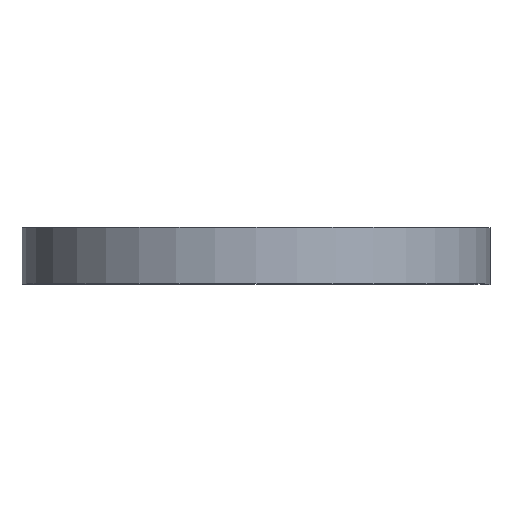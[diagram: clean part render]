
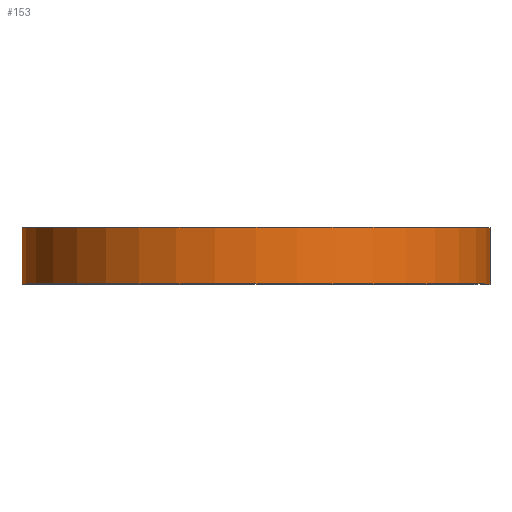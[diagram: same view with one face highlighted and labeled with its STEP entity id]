
A CAD part, top view. The second image highlights one B-rep face of the part: STEP entity #153.
In plain terms, the highlighted cylindrical face has radius 52.807 mm (diameter 105.613 mm), a partial arc.
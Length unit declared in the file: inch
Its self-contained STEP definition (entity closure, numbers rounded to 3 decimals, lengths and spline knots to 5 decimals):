
#30 = DIRECTION ( 'NONE',  ( 0., 0., -1. ) ) ;
#62 = EDGE_CURVE ( 'NONE', #623, #385, #665, .T. ) ;
#75 = LINE ( 'NONE', #645, #570 ) ;
#97 = EDGE_CURVE ( 'NONE', #528, #143, #675, .T. ) ;
#108 = AXIS2_PLACEMENT_3D ( 'NONE', #176, #183, #715 ) ;
#133 = ORIENTED_EDGE ( 'NONE', *, *, #451, .F. ) ;
#143 = VERTEX_POINT ( 'NONE', #174 ) ;
#153 = ADVANCED_FACE ( 'NONE', ( #711 ), #372, .T. ) ;
#156 = CARTESIAN_POINT ( 'NONE',  ( 0., 0.25, 0. ) ) ;
#174 = CARTESIAN_POINT ( 'NONE',  ( 2.079, 0.25, 0. ) ) ;
#176 = CARTESIAN_POINT ( 'NONE',  ( 0., -0.25, 0. ) ) ;
#183 = DIRECTION ( 'NONE',  ( 0., 1., 0. ) ) ;
#191 = CARTESIAN_POINT ( 'NONE',  ( 2.079, -0.25, 0. ) ) ;
#198 = DIRECTION ( 'NONE',  ( 0., -1., 0. ) ) ;
#236 = EDGE_LOOP ( 'NONE', ( #652, #133, #455, #613 ) ) ;
#298 = AXIS2_PLACEMENT_3D ( 'NONE', #659, #567, #647 ) ;
#372 = CYLINDRICAL_SURFACE ( 'NONE', #633, 2.079 ) ;
#385 = VERTEX_POINT ( 'NONE', #191 ) ;
#391 = CARTESIAN_POINT ( 'NONE',  ( 0., -0.25, -2.079 ) ) ;
#451 = EDGE_CURVE ( 'NONE', #143, #385, #75, .T. ) ;
#455 = ORIENTED_EDGE ( 'NONE', *, *, #97, .F. ) ;
#511 = CARTESIAN_POINT ( 'NONE',  ( 0., 0.25, -2.079 ) ) ;
#522 = DIRECTION ( 'NONE',  ( 0., -1., 0. ) ) ;
#528 = VERTEX_POINT ( 'NONE', #541 ) ;
#541 = CARTESIAN_POINT ( 'NONE',  ( 0., 0.25, -2.079 ) ) ;
#565 = EDGE_CURVE ( 'NONE', #528, #623, #618, .T. ) ;
#567 = DIRECTION ( 'NONE',  ( 0., 1., 0. ) ) ;
#570 = VECTOR ( 'NONE', #620, 39.37008 ) ;
#608 = VECTOR ( 'NONE', #522, 39.37008 ) ;
#613 = ORIENTED_EDGE ( 'NONE', *, *, #565, .T. ) ;
#618 = LINE ( 'NONE', #511, #608 ) ;
#620 = DIRECTION ( 'NONE',  ( 0., -1., 0. ) ) ;
#623 = VERTEX_POINT ( 'NONE', #391 ) ;
#633 = AXIS2_PLACEMENT_3D ( 'NONE', #156, #198, #30 ) ;
#645 = CARTESIAN_POINT ( 'NONE',  ( 2.079, 0.25, 0. ) ) ;
#647 = DIRECTION ( 'NONE',  ( 1., 0., 0. ) ) ;
#652 = ORIENTED_EDGE ( 'NONE', *, *, #62, .T. ) ;
#659 = CARTESIAN_POINT ( 'NONE',  ( 0., 0.25, 0. ) ) ;
#665 = CIRCLE ( 'NONE', #108, 2.079 ) ;
#675 = CIRCLE ( 'NONE', #298, 2.079 ) ;
#711 = FACE_OUTER_BOUND ( 'NONE', #236, .T. ) ;
#715 = DIRECTION ( 'NONE',  ( 1., 0., 0. ) ) ;
